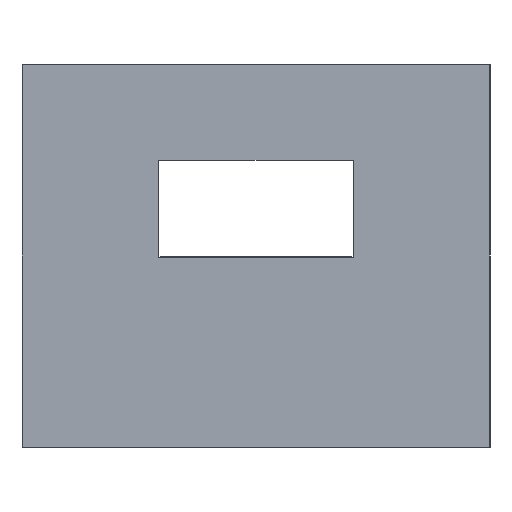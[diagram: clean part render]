
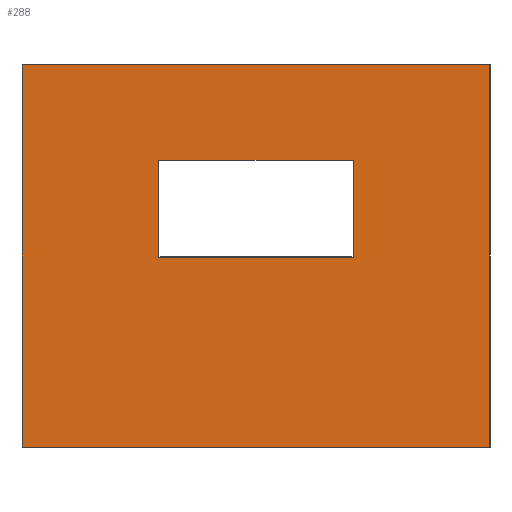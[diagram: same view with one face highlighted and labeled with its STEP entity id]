
A CAD part, left-side view. The second image highlights one B-rep face of the part: STEP entity #288.
In plain terms, the highlighted planar face has unit normal (-1, 0, 0).
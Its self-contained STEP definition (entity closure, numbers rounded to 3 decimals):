
#27=FACE_BOUND('',#51,.T.);
#34=FACE_OUTER_BOUND('',#50,.T.);
#50=EDGE_LOOP('',(#215,#216,#217,#218));
#51=EDGE_LOOP('',(#219,#220,#221,#222));
#63=LINE('',#428,#99);
#67=LINE('',#436,#103);
#70=LINE('',#442,#106);
#73=LINE('',#447,#109);
#78=LINE('',#457,#114);
#79=LINE('',#460,#115);
#80=LINE('',#462,#116);
#81=LINE('',#463,#117);
#99=VECTOR('',#351,10.);
#103=VECTOR('',#357,10.);
#106=VECTOR('',#362,10.);
#109=VECTOR('',#367,10.);
#114=VECTOR('',#374,10.);
#115=VECTOR('',#377,10.);
#116=VECTOR('',#378,10.);
#117=VECTOR('',#379,10.);
#135=VERTEX_POINT('',#426);
#136=VERTEX_POINT('',#427);
#139=VERTEX_POINT('',#435);
#141=VERTEX_POINT('',#441);
#143=VERTEX_POINT('',#450);
#146=VERTEX_POINT('',#455);
#147=VERTEX_POINT('',#459);
#148=VERTEX_POINT('',#461);
#159=EDGE_CURVE('',#135,#136,#63,.T.);
#163=EDGE_CURVE('',#136,#139,#67,.T.);
#166=EDGE_CURVE('',#139,#141,#70,.T.);
#169=EDGE_CURVE('',#141,#135,#73,.T.);
#174=EDGE_CURVE('',#143,#146,#78,.T.);
#175=EDGE_CURVE('',#147,#143,#79,.T.);
#176=EDGE_CURVE('',#148,#146,#80,.T.);
#177=EDGE_CURVE('',#147,#148,#81,.T.);
#215=ORIENTED_EDGE('',*,*,#175,.T.);
#216=ORIENTED_EDGE('',*,*,#174,.T.);
#217=ORIENTED_EDGE('',*,*,#176,.F.);
#218=ORIENTED_EDGE('',*,*,#177,.F.);
#219=ORIENTED_EDGE('',*,*,#166,.T.);
#220=ORIENTED_EDGE('',*,*,#169,.T.);
#221=ORIENTED_EDGE('',*,*,#159,.T.);
#222=ORIENTED_EDGE('',*,*,#163,.T.);
#272=PLANE('',#331);
#288=ADVANCED_FACE('',(#34,#27),#272,.T.);
#331=AXIS2_PLACEMENT_3D('',#458,#375,#376);
#351=DIRECTION('',(0.,-1.,0.));
#357=DIRECTION('',(0.,0.,-1.));
#362=DIRECTION('',(0.,1.,0.));
#367=DIRECTION('',(0.,0.,1.));
#374=DIRECTION('',(0.,0.,1.));
#375=DIRECTION('center_axis',(-1.,0.,0.));
#376=DIRECTION('ref_axis',(0.,-1.,0.));
#377=DIRECTION('',(0.,-1.,0.));
#378=DIRECTION('',(0.,-1.,0.));
#379=DIRECTION('',(0.,0.,1.));
#426=CARTESIAN_POINT('',(-1800.,510.,1500.));
#427=CARTESIAN_POINT('',(-1800.,-510.,1500.));
#428=CARTESIAN_POINT('',(-1800.,357.5,1500.));
#435=CARTESIAN_POINT('',(-1800.,-510.,990.));
#436=CARTESIAN_POINT('',(-1800.,-510.,495.));
#441=CARTESIAN_POINT('',(-1800.,510.,990.));
#442=CARTESIAN_POINT('',(-1800.,867.5,990.));
#447=CARTESIAN_POINT('',(-1800.,510.,750.));
#450=CARTESIAN_POINT('',(-1800.,-1225.,0.));
#455=CARTESIAN_POINT('',(-1800.,-1225.,2000.));
#457=CARTESIAN_POINT('',(-1800.,-1225.,0.));
#458=CARTESIAN_POINT('Origin',(-1800.,1225.,0.));
#459=CARTESIAN_POINT('',(-1800.,1225.,0.));
#460=CARTESIAN_POINT('',(-1800.,1225.,0.));
#461=CARTESIAN_POINT('',(-1800.,1225.,2000.));
#462=CARTESIAN_POINT('',(-1800.,1225.,2000.));
#463=CARTESIAN_POINT('',(-1800.,1225.,0.));
